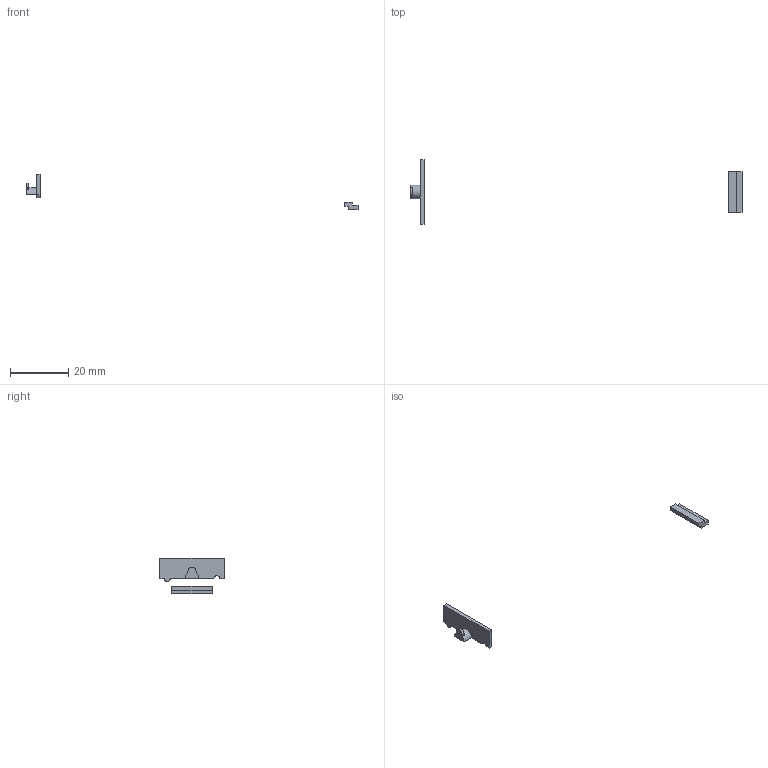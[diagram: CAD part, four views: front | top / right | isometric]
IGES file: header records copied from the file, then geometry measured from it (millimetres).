
Start section: START RECORD GO HERE.
Global section: file name: ms_sashikomi_body.igs; native system: IBM CATIA IGES - CATIA Version 5 Release 18 ; preprocessor: CATIA Version 5 Release 18 ; author: 04087; organization: HVD; date: 20110416.000028; units: millimetre
Bounding box: 113.76 x 22 x 12.2 mm (x, y, z)
Surface area: 654.5 mm2 (no closed solid volume)
Topology: 0 solids, 0 shells, 28 faces, 150 edges, 150 vertices
Faces by surface type: plane 22, revolution 6
